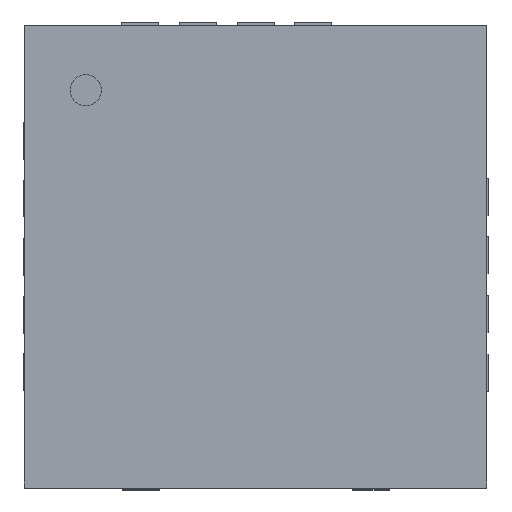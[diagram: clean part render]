
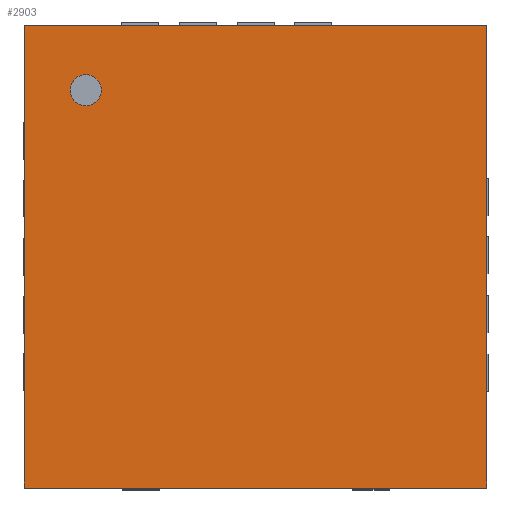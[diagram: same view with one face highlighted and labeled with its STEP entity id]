
A CAD part, top view. The second image highlights one B-rep face of the part: STEP entity #2903.
In plain terms, the highlighted planar face has unit normal (0, 0, 1).
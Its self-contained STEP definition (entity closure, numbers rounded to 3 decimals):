
#87=CIRCLE('',#3060,0.135);
#591=ORIENTED_EDGE('',*,*,#1015,.T.);
#592=ORIENTED_EDGE('',*,*,#1016,.F.);
#593=ORIENTED_EDGE('',*,*,#799,.F.);
#594=ORIENTED_EDGE('',*,*,#1017,.F.);
#595=ORIENTED_EDGE('',*,*,#1018,.F.);
#799=EDGE_CURVE('',#1103,#1104,#1295,.T.);
#1015=EDGE_CURVE('',#1226,#1226,#87,.T.);
#1016=EDGE_CURVE('',#1104,#1227,#1490,.T.);
#1017=EDGE_CURVE('',#1228,#1103,#1491,.T.);
#1018=EDGE_CURVE('',#1227,#1228,#1492,.T.);
#1103=VERTEX_POINT('',#3830);
#1104=VERTEX_POINT('',#3832);
#1226=VERTEX_POINT('',#4252);
#1227=VERTEX_POINT('',#4254);
#1228=VERTEX_POINT('',#4256);
#1295=LINE('',#3831,#1560);
#1490=LINE('',#4253,#1755);
#1491=LINE('',#4255,#1756);
#1492=LINE('',#4257,#1757);
#1560=VECTOR('',#3208,1000.);
#1755=VECTOR('',#3611,1000.);
#1756=VECTOR('',#3612,1000.);
#1757=VECTOR('',#3613,1000.);
#1849=EDGE_LOOP('',(#591));
#1850=EDGE_LOOP('',(#592,#593,#594,#595));
#1958=FACE_BOUND('',#1849,.T.);
#1959=FACE_BOUND('',#1850,.T.);
#2045=PLANE('',#3059);
#2903=ADVANCED_FACE('',(#1958,#1959),#2045,.F.);
#3059=AXIS2_PLACEMENT_3D('',#4250,#3607,#3608);
#3060=AXIS2_PLACEMENT_3D('',#4251,#3609,#3610);
#3208=DIRECTION('',(1.,0.,0.));
#3607=DIRECTION('',(0.,0.,-1.));
#3608=DIRECTION('',(-1.,0.,0.));
#3609=DIRECTION('',(0.,0.,-1.));
#3610=DIRECTION('',(-1.,0.,0.));
#3611=DIRECTION('',(0.,-1.,0.));
#3612=DIRECTION('',(0.,1.,0.));
#3613=DIRECTION('',(-1.,0.,0.));
#3830=CARTESIAN_POINT('',(-2.,2.,0.));
#3831=CARTESIAN_POINT('',(-2.29,2.,0.));
#3832=CARTESIAN_POINT('',(2.,2.,0.));
#4250=CARTESIAN_POINT('',(0.,0.,0.));
#4251=CARTESIAN_POINT('',(-1.469,1.44,0.));
#4252=CARTESIAN_POINT('',(-1.604,1.44,0.));
#4253=CARTESIAN_POINT('',(2.,2.29,0.));
#4254=CARTESIAN_POINT('',(2.,-2.,0.));
#4255=CARTESIAN_POINT('',(-2.,-2.29,0.));
#4256=CARTESIAN_POINT('',(-2.,-2.,0.));
#4257=CARTESIAN_POINT('',(2.29,-2.,0.));
